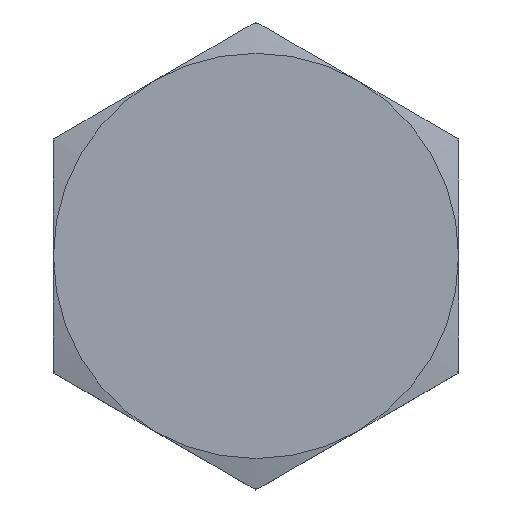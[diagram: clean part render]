
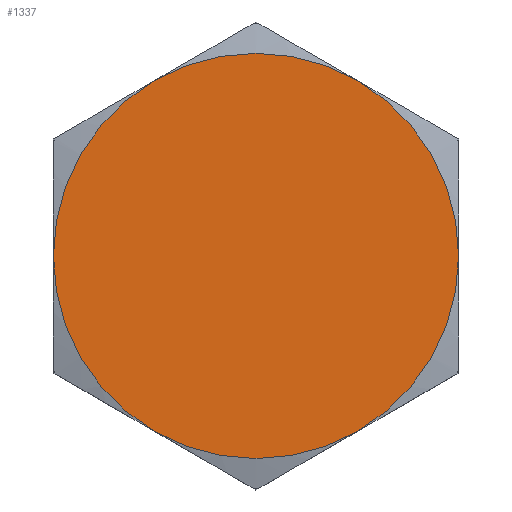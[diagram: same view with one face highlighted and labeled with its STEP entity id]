
A CAD part, top view. The second image highlights one B-rep face of the part: STEP entity #1337.
In plain terms, the highlighted planar face has unit normal (0, 0, 1).
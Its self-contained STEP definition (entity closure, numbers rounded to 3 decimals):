
#555=CARTESIAN_POINT('',(-25.,0.,32.0));
#556=VERTEX_POINT('',#555);
#627=CARTESIAN_POINT('',(-12.5,-21.651,32.0));
#628=VERTEX_POINT('',#627);
#692=CARTESIAN_POINT('',(12.5,-21.651,32.0));
#693=VERTEX_POINT('',#692);
#757=CARTESIAN_POINT('',(25.,0.,32.0));
#758=VERTEX_POINT('',#757);
#918=CARTESIAN_POINT('',(-12.5,21.651,32.0));
#919=VERTEX_POINT('',#918);
#920=CARTESIAN_POINT('',(0.,0.,32.0));
#921=DIRECTION('',(0.0,0.0,1.0));
#922=DIRECTION('',(-1.0,0.0,0.0));
#923=AXIS2_PLACEMENT_3D('',#920,#921,#922);
#924=CIRCLE('',#923,25.0);
#925=EDGE_CURVE('',#919,#556,#924,.T.);
#949=CARTESIAN_POINT('',(12.5,21.651,32.0));
#950=VERTEX_POINT('',#949);
#978=CARTESIAN_POINT('',(0.,0.,32.0));
#979=DIRECTION('',(0.0,0.0,1.0));
#980=DIRECTION('',(-1.0,0.0,0.0));
#981=AXIS2_PLACEMENT_3D('',#978,#979,#980);
#982=CIRCLE('',#981,25.0);
#983=EDGE_CURVE('',#950,#919,#982,.T.);
#994=CARTESIAN_POINT('',(0.,0.,32.0));
#995=DIRECTION('',(0.0,0.0,1.0));
#996=DIRECTION('',(-1.0,0.0,0.0));
#997=AXIS2_PLACEMENT_3D('',#994,#995,#996);
#998=CIRCLE('',#997,25.0);
#999=EDGE_CURVE('',#556,#628,#998,.T.);
#1026=CARTESIAN_POINT('',(0.,0.,32.0));
#1027=DIRECTION('',(0.0,0.0,1.0));
#1028=DIRECTION('',(-1.0,0.0,0.0));
#1029=AXIS2_PLACEMENT_3D('',#1026,#1027,#1028);
#1030=CIRCLE('',#1029,25.0);
#1031=EDGE_CURVE('',#758,#950,#1030,.T.);
#1042=CARTESIAN_POINT('',(0.,0.,32.0));
#1043=DIRECTION('',(0.0,0.0,1.0));
#1044=DIRECTION('',(-1.0,0.0,0.0));
#1045=AXIS2_PLACEMENT_3D('',#1042,#1043,#1044);
#1046=CIRCLE('',#1045,25.0);
#1047=EDGE_CURVE('',#628,#693,#1046,.T.);
#1068=CARTESIAN_POINT('',(0.,0.,32.0));
#1069=DIRECTION('',(0.0,0.0,1.0));
#1070=DIRECTION('',(-1.0,0.0,0.0));
#1071=AXIS2_PLACEMENT_3D('',#1068,#1069,#1070);
#1072=CIRCLE('',#1071,25.0);
#1073=EDGE_CURVE('',#693,#758,#1072,.T.);
#1324=CARTESIAN_POINT('',(0.,0.,32.0));
#1325=DIRECTION('',(0.0,0.0,1.0));
#1326=DIRECTION('',(1.0,0.0,0.0));
#1327=AXIS2_PLACEMENT_3D('',#1324,#1325,#1326);
#1328=PLANE('',#1327);
#1329=ORIENTED_EDGE('',*,*,#925,.T.);
#1330=ORIENTED_EDGE('',*,*,#999,.T.);
#1331=ORIENTED_EDGE('',*,*,#1047,.T.);
#1332=ORIENTED_EDGE('',*,*,#1073,.T.);
#1333=ORIENTED_EDGE('',*,*,#1031,.T.);
#1334=ORIENTED_EDGE('',*,*,#983,.T.);
#1335=EDGE_LOOP('',(#1329,#1330,#1331,#1332,#1333,#1334));
#1336=FACE_OUTER_BOUND('',#1335,.T.);
#1337=ADVANCED_FACE('',(#1336),#1328,.T.);
